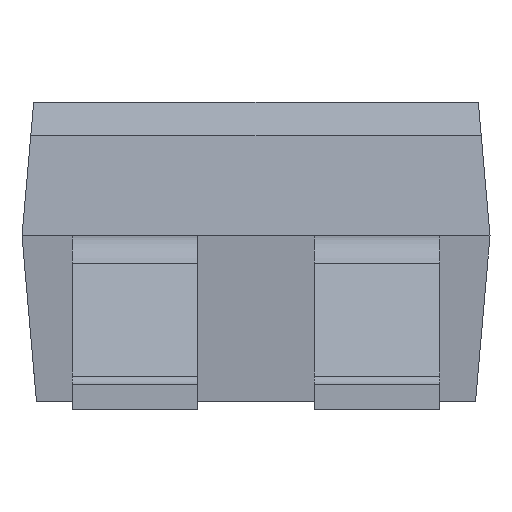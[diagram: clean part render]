
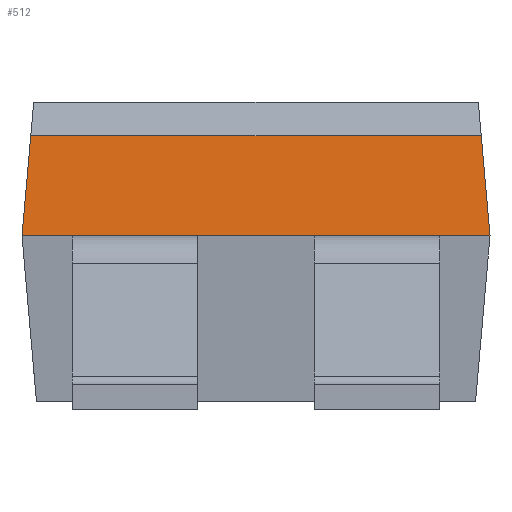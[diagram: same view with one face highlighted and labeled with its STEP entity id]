
A CAD part, left-side view. The second image highlights one B-rep face of the part: STEP entity #512.
In plain terms, the highlighted planar face has unit normal (-0.996, 0, 0.087).
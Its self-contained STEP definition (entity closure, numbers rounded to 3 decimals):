
#98 = VERTEX_POINT('',#99);
#99 = CARTESIAN_POINT('',(-1.6,1.4,1.04));
#142 = EDGE_CURVE('',#98,#143,#145,.T.);
#143 = VERTEX_POINT('',#144);
#144 = CARTESIAN_POINT('',(-1.6,1.1,1.04));
#145 = LINE('',#146,#147);
#146 = CARTESIAN_POINT('',(-1.6,1.4,1.04));
#147 = VECTOR('',#148,1.);
#148 = DIRECTION('',(0.,-1.,0.));
#153 = VERTEX_POINT('',#154);
#154 = CARTESIAN_POINT('',(-1.6,-1.4,1.04));
#160 = EDGE_CURVE('',#161,#153,#163,.T.);
#161 = VERTEX_POINT('',#162);
#162 = CARTESIAN_POINT('',(-1.6,-1.1,1.04));
#163 = LINE('',#164,#165);
#164 = CARTESIAN_POINT('',(-1.6,1.4,1.04));
#165 = VECTOR('',#166,1.);
#166 = DIRECTION('',(0.,-1.,0.));
#185 = VERTEX_POINT('',#186);
#186 = CARTESIAN_POINT('',(-1.6,-0.35,1.04));
#192 = EDGE_CURVE('',#193,#185,#195,.T.);
#193 = VERTEX_POINT('',#194);
#194 = CARTESIAN_POINT('',(-1.6,0.35,1.04));
#195 = LINE('',#196,#197);
#196 = CARTESIAN_POINT('',(-1.6,1.4,1.04));
#197 = VECTOR('',#198,1.);
#198 = DIRECTION('',(0.,-1.,0.));
#454 = EDGE_CURVE('',#455,#98,#457,.T.);
#455 = VERTEX_POINT('',#456);
#456 = CARTESIAN_POINT('',(-1.548,1.348,1.64));
#457 = LINE('',#458,#459);
#458 = CARTESIAN_POINT('',(-1.576,1.376,1.31
    ));
#459 = VECTOR('',#460,1.);
#460 = DIRECTION('',(-0.087,0.087,
    -0.992));
#512 = ADVANCED_FACE('',(#513),#545,.T.);
#513 = FACE_BOUND('',#514,.T.);
#514 = EDGE_LOOP('',(#515,#516,#517,#523,#524,#530,#531,#539));
#515 = ORIENTED_EDGE('',*,*,#454,.T.);
#516 = ORIENTED_EDGE('',*,*,#142,.T.);
#517 = ORIENTED_EDGE('',*,*,#518,.T.);
#518 = EDGE_CURVE('',#143,#193,#519,.T.);
#519 = LINE('',#520,#521);
#520 = CARTESIAN_POINT('',(-1.6,1.4,1.04));
#521 = VECTOR('',#522,1.);
#522 = DIRECTION('',(0.,-1.,0.));
#523 = ORIENTED_EDGE('',*,*,#192,.T.);
#524 = ORIENTED_EDGE('',*,*,#525,.T.);
#525 = EDGE_CURVE('',#185,#161,#526,.T.);
#526 = LINE('',#527,#528);
#527 = CARTESIAN_POINT('',(-1.6,1.4,1.04));
#528 = VECTOR('',#529,1.);
#529 = DIRECTION('',(0.,-1.,0.));
#530 = ORIENTED_EDGE('',*,*,#160,.T.);
#531 = ORIENTED_EDGE('',*,*,#532,.F.);
#532 = EDGE_CURVE('',#533,#153,#535,.T.);
#533 = VERTEX_POINT('',#534);
#534 = CARTESIAN_POINT('',(-1.548,-1.348,1.64));
#535 = LINE('',#536,#537);
#536 = CARTESIAN_POINT('',(-1.566,-1.366,
    1.43));
#537 = VECTOR('',#538,1.);
#538 = DIRECTION('',(-0.087,-0.087,
    -0.992));
#539 = ORIENTED_EDGE('',*,*,#540,.F.);
#540 = EDGE_CURVE('',#455,#533,#541,.T.);
#541 = LINE('',#542,#543);
#542 = CARTESIAN_POINT('',(-1.548,1.4,1.64));
#543 = VECTOR('',#544,1.);
#544 = DIRECTION('',(0.,-1.,0.));
#545 = PLANE('',#546);
#546 = AXIS2_PLACEMENT_3D('',#547,#548,#549);
#547 = CARTESIAN_POINT('',(-1.6,1.4,1.04));
#548 = DIRECTION('',(-0.996,0.,
    0.087));
#549 = DIRECTION('',(0.087,0.,
    0.996));
